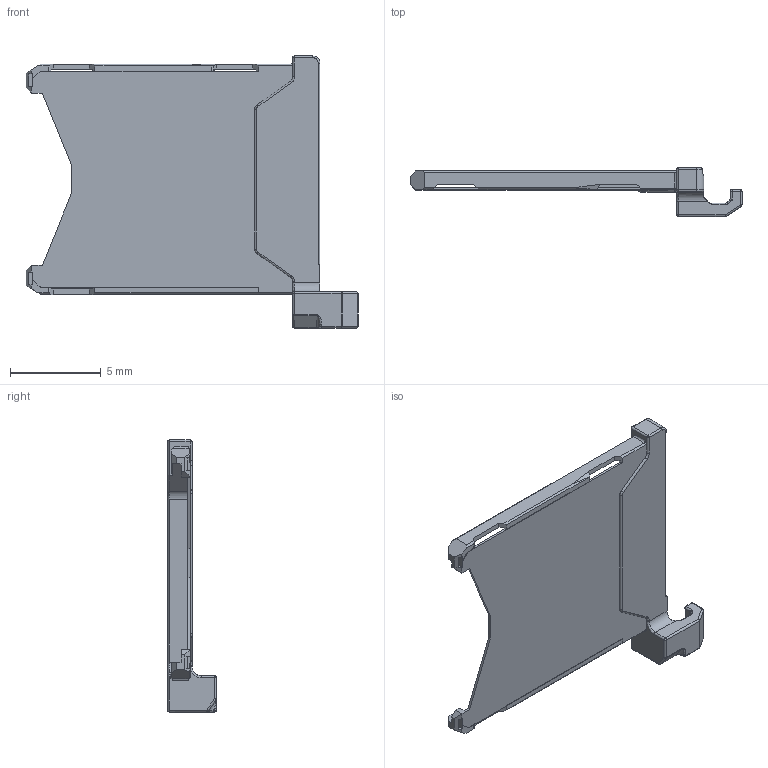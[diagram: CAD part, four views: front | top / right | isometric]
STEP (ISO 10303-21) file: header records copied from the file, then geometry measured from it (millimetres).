
FILE_DESCRIPTION (( 'STEP AP203' ), '1' );
FILE_NAME ('180301FUA006-3210-0 トレイ単体.STEP', '2018-03-01T03:53:32', ( 'admin' ), ( '' ), 'SwSTEP 2.0', 'SolidWorks 2014', '' );
FILE_SCHEMA (( 'CONFIG_CONTROL_DESIGN' ));
Length unit declared in the file: millimetre
Products named in the file (1): 180301FUA006-3210-0 トレイ単体
Bounding box: 18.3 x 2.7 x 15 mm (x, y, z)
Volume: 56.6 mm3; surface area: 496.4 mm2
Topology: 1 solids, 1 shells, 212 faces, 568 edges, 336 vertices
Faces by surface type: plane 112, cylinder 62, bspline 30, cone 8
Entity records: 6993 total; most frequent: CARTESIAN_POINT 1953, ORIENTED_EDGE 1100, DIRECTION 956, EDGE_CURVE 550, VECTOR 388, LINE 388, VERTEX_POINT 335, AXIS2_PLACEMENT_3D 284
